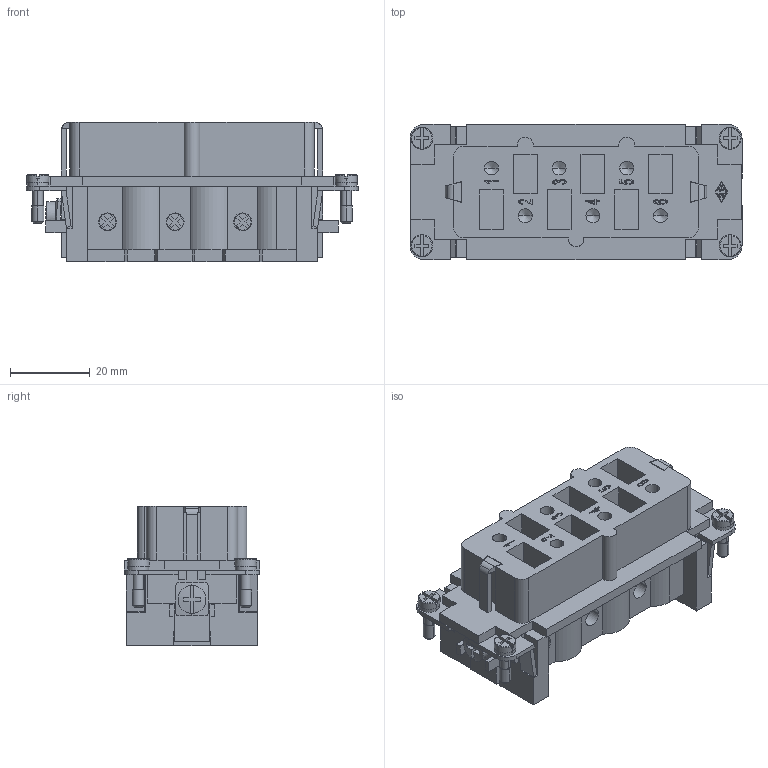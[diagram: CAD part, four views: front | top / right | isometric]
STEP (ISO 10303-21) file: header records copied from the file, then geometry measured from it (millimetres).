
FILE_DESCRIPTION((''),'2;1');
FILE_NAME('CPF 06 N.stp','2006-10-31T16:13:18',('gembarski'),(''),'Autodesk Inventor 7','Autodesk Inventor 7','');
FILE_SCHEMA(('AUTOMOTIVE_DESIGN { 1 0 10303 214 1 1 1 1 }'));
Length unit declared in the file: millimetre
Products named in the file (1): CPF 06 N
Bounding box: 83.5 x 34 x 35 mm (x, y, z)
Volume: 43813.6 mm3; surface area: 25379.5 mm2
Topology: 3 solids, 3 shells, 953 faces, 2561 edges, 1687 vertices
Faces by surface type: plane 533, bspline 274, cylinder 130, torus 8, cone 4, sphere 4
Entity records: 31057 total; most frequent: CARTESIAN_POINT 7986, ORIENTED_EDGE 5106, DIRECTION 4166, EDGE_CURVE 2553, VECTOR 1876, LINE 1876, VERTEX_POINT 1687, AXIS2_PLACEMENT_3D 1145
